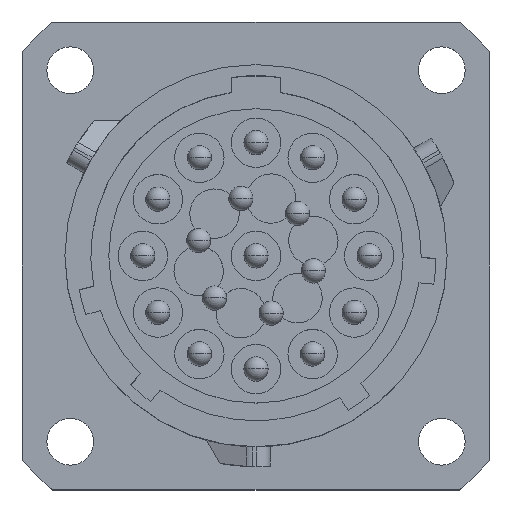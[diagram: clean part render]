
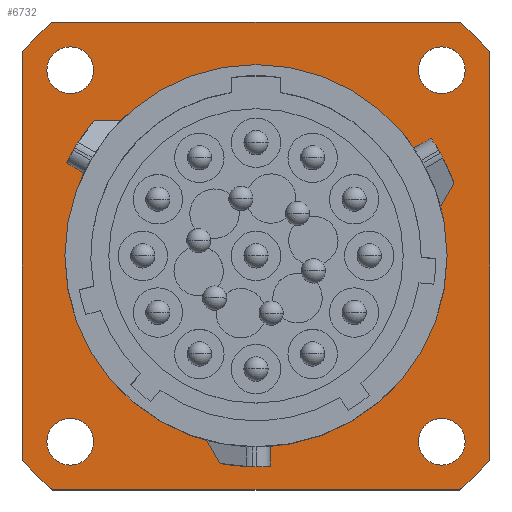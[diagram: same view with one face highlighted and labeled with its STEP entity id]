
A CAD part, top view. The second image highlights one B-rep face of the part: STEP entity #6732.
In plain terms, the highlighted planar face has unit normal (0, 0, 1).
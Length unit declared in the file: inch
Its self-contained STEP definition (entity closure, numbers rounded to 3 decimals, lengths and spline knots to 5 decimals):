
#186=CARTESIAN_POINT('',(0.,0.,0.));
#187=DIRECTION('',(0.,0.,-1.));
#188=DIRECTION('',(1.,0.,0.));
#189=AXIS2_PLACEMENT_3D('',#186,#187,#188);
#236=CARTESIAN_POINT('',(0.,0.,0.));
#237=DIRECTION('',(0.,0.,1.));
#238=DIRECTION('',(1.,0.,0.));
#239=AXIS2_PLACEMENT_3D('',#236,#237,#238);
#315=DIRECTION('',(1.,0.,0.));
#316=VECTOR('',#315,1.06122);
#317=CARTESIAN_POINT('',(-0.53061,0.61024,0.));
#318=LINE('',#317,#316);
#319=CARTESIAN_POINT('',(0.,0.,0.));
#320=DIRECTION('',(0.,0.,-1.));
#321=DIRECTION('',(0.656,0.755,0.));
#322=AXIS2_PLACEMENT_3D('',#319,#320,#321);
#324=DIRECTION('',(0.,-1.,0.));
#325=VECTOR('',#324,1.06122);
#326=CARTESIAN_POINT('',(0.61024,0.53061,0.));
#327=LINE('',#326,#325);
#328=CARTESIAN_POINT('',(0.,0.,0.));
#329=DIRECTION('',(0.,0.,-1.));
#330=DIRECTION('',(0.755,-0.656,0.));
#331=AXIS2_PLACEMENT_3D('',#328,#329,#330);
#333=DIRECTION('',(-1.,0.,0.));
#334=VECTOR('',#333,1.06122);
#335=CARTESIAN_POINT('',(0.53061,-0.61024,0.));
#336=LINE('',#335,#334);
#337=CARTESIAN_POINT('',(0.,0.,0.));
#338=DIRECTION('',(0.,0.,-1.));
#339=DIRECTION('',(-0.656,-0.755,0.));
#340=AXIS2_PLACEMENT_3D('',#337,#338,#339);
#342=DIRECTION('',(0.,1.,0.));
#343=VECTOR('',#342,1.06122);
#344=CARTESIAN_POINT('',(-0.61024,-0.53061,0.));
#345=LINE('',#344,#343);
#346=CARTESIAN_POINT('',(0.,0.,0.));
#347=DIRECTION('',(0.,0.,-1.));
#348=DIRECTION('',(-0.755,0.656,0.));
#349=AXIS2_PLACEMENT_3D('',#346,#347,#348);
#351=CARTESIAN_POINT('',(0.48445,0.48445,0.));
#352=DIRECTION('',(0.,0.,1.));
#353=DIRECTION('',(1.,0.,0.));
#354=AXIS2_PLACEMENT_3D('',#351,#352,#353);
#356=CARTESIAN_POINT('',(0.48445,0.48445,0.));
#357=DIRECTION('',(0.,0.,1.));
#358=DIRECTION('',(-1.,0.,0.));
#359=AXIS2_PLACEMENT_3D('',#356,#357,#358);
#361=CARTESIAN_POINT('',(0.48445,-0.48445,0.));
#362=DIRECTION('',(0.,0.,1.));
#363=DIRECTION('',(1.,0.,0.));
#364=AXIS2_PLACEMENT_3D('',#361,#362,#363);
#366=CARTESIAN_POINT('',(0.48445,-0.48445,0.));
#367=DIRECTION('',(0.,0.,1.));
#368=DIRECTION('',(-1.,0.,0.));
#369=AXIS2_PLACEMENT_3D('',#366,#367,#368);
#371=CARTESIAN_POINT('',(-0.48445,-0.48445,0.));
#372=DIRECTION('',(0.,0.,1.));
#373=DIRECTION('',(1.,0.,0.));
#374=AXIS2_PLACEMENT_3D('',#371,#372,#373);
#376=CARTESIAN_POINT('',(-0.48445,-0.48445,0.));
#377=DIRECTION('',(0.,0.,1.));
#378=DIRECTION('',(-1.,0.,0.));
#379=AXIS2_PLACEMENT_3D('',#376,#377,#378);
#381=CARTESIAN_POINT('',(-0.48445,0.48445,0.));
#382=DIRECTION('',(0.,0.,1.));
#383=DIRECTION('',(1.,0.,0.));
#384=AXIS2_PLACEMENT_3D('',#381,#382,#383);
#386=CARTESIAN_POINT('',(-0.48445,0.48445,0.));
#387=DIRECTION('',(0.,0.,1.));
#388=DIRECTION('',(-1.,0.,0.));
#389=AXIS2_PLACEMENT_3D('',#386,#387,#388);
#5495=CARTESIAN_POINT('',(0.49843,0.,0.));
#5497=VERTEX_POINT('',#5495);
#5507=CARTESIAN_POINT('',(-0.49843,0.,0.));
#5509=VERTEX_POINT('',#5507);
#5761=CARTESIAN_POINT('',(-0.53061,0.61024,0.));
#5762=CARTESIAN_POINT('',(0.53061,0.61024,0.));
#5763=VERTEX_POINT('',#5761);
#5764=VERTEX_POINT('',#5762);
#5765=CARTESIAN_POINT('',(0.61024,0.53061,0.));
#5766=CARTESIAN_POINT('',(0.61024,-0.53061,0.));
#5767=VERTEX_POINT('',#5765);
#5768=VERTEX_POINT('',#5766);
#5769=CARTESIAN_POINT('',(0.53061,-0.61024,0.));
#5770=CARTESIAN_POINT('',(-0.53061,-0.61024,0.));
#5771=VERTEX_POINT('',#5769);
#5772=VERTEX_POINT('',#5770);
#5773=CARTESIAN_POINT('',(-0.61024,-0.53061,0.));
#5774=CARTESIAN_POINT('',(-0.61024,0.53061,0.));
#5775=VERTEX_POINT('',#5773);
#5776=VERTEX_POINT('',#5774);
#5793=CARTESIAN_POINT('',(0.54547,0.48445,0.));
#5794=CARTESIAN_POINT('',(0.42343,0.48445,0.));
#5795=VERTEX_POINT('',#5793);
#5796=VERTEX_POINT('',#5794);
#5797=CARTESIAN_POINT('',(0.54547,-0.48445,0.));
#5798=CARTESIAN_POINT('',(0.42343,-0.48445,0.));
#5799=VERTEX_POINT('',#5797);
#5800=VERTEX_POINT('',#5798);
#5801=CARTESIAN_POINT('',(-0.42343,-0.48445,0.));
#5802=CARTESIAN_POINT('',(-0.54547,-0.48445,0.));
#5803=VERTEX_POINT('',#5801);
#5804=VERTEX_POINT('',#5802);
#5805=CARTESIAN_POINT('',(-0.42343,0.48445,0.));
#5806=CARTESIAN_POINT('',(-0.54547,0.48445,0.));
#5807=VERTEX_POINT('',#5805);
#5808=VERTEX_POINT('',#5806);
#6681=CARTESIAN_POINT('',(0.,0.,0.));
#6682=DIRECTION('',(0.,0.,-1.));
#6683=DIRECTION('',(-1.,0.,0.));
#6684=AXIS2_PLACEMENT_3D('',#6681,#6682,#6683);
#6685=PLANE('',#6684);
#6687=ORIENTED_EDGE('',*,*,#6686,.T.);
#6689=ORIENTED_EDGE('',*,*,#6688,.T.);
#6691=ORIENTED_EDGE('',*,*,#6690,.T.);
#6693=ORIENTED_EDGE('',*,*,#6692,.T.);
#6695=ORIENTED_EDGE('',*,*,#6694,.T.);
#6697=ORIENTED_EDGE('',*,*,#6696,.T.);
#6699=ORIENTED_EDGE('',*,*,#6698,.T.);
#6701=ORIENTED_EDGE('',*,*,#6700,.T.);
#6702=EDGE_LOOP('',(#6687,#6689,#6691,#6693,#6695,#6697,#6699,#6701));
#6703=FACE_OUTER_BOUND('',#6702,.F.);
#6704=ORIENTED_EDGE('',*,*,#6632,.T.);
#6705=ORIENTED_EDGE('',*,*,#6594,.F.);
#6706=EDGE_LOOP('',(#6704,#6705));
#6707=FACE_BOUND('',#6706,.F.);
#6709=ORIENTED_EDGE('',*,*,#6708,.T.);
#6711=ORIENTED_EDGE('',*,*,#6710,.T.);
#6712=EDGE_LOOP('',(#6709,#6711));
#6713=FACE_BOUND('',#6712,.F.);
#6715=ORIENTED_EDGE('',*,*,#6714,.T.);
#6717=ORIENTED_EDGE('',*,*,#6716,.T.);
#6718=EDGE_LOOP('',(#6715,#6717));
#6719=FACE_BOUND('',#6718,.F.);
#6721=ORIENTED_EDGE('',*,*,#6720,.T.);
#6723=ORIENTED_EDGE('',*,*,#6722,.T.);
#6724=EDGE_LOOP('',(#6721,#6723));
#6725=FACE_BOUND('',#6724,.F.);
#6727=ORIENTED_EDGE('',*,*,#6726,.T.);
#6729=ORIENTED_EDGE('',*,*,#6728,.T.);
#6730=EDGE_LOOP('',(#6727,#6729));
#6731=FACE_BOUND('',#6730,.F.);
#6732=ADVANCED_FACE('',(#6703,#6707,#6713,#6719,#6725,#6731),#6685,.F.);
#190=CIRCLE('',#189,0.49843);
#240=CIRCLE('',#239,0.49843);
#323=CIRCLE('',#322,0.80866);
#332=CIRCLE('',#331,0.80866);
#341=CIRCLE('',#340,0.80866);
#350=CIRCLE('',#349,0.80866);
#355=CIRCLE('',#354,0.06102);
#360=CIRCLE('',#359,0.06102);
#365=CIRCLE('',#364,0.06102);
#370=CIRCLE('',#369,0.06102);
#375=CIRCLE('',#374,0.06102);
#380=CIRCLE('',#379,0.06102);
#385=CIRCLE('',#384,0.06102);
#390=CIRCLE('',#389,0.06102);
#6594=EDGE_CURVE('',#5497,#5509,#190,.T.);
#6632=EDGE_CURVE('',#5497,#5509,#240,.T.);
#6686=EDGE_CURVE('',#5763,#5764,#318,.T.);
#6688=EDGE_CURVE('',#5764,#5767,#323,.T.);
#6690=EDGE_CURVE('',#5767,#5768,#327,.T.);
#6692=EDGE_CURVE('',#5768,#5771,#332,.T.);
#6694=EDGE_CURVE('',#5771,#5772,#336,.T.);
#6696=EDGE_CURVE('',#5772,#5775,#341,.T.);
#6698=EDGE_CURVE('',#5775,#5776,#345,.T.);
#6700=EDGE_CURVE('',#5776,#5763,#350,.T.);
#6708=EDGE_CURVE('',#5795,#5796,#355,.T.);
#6710=EDGE_CURVE('',#5796,#5795,#360,.T.);
#6714=EDGE_CURVE('',#5799,#5800,#365,.T.);
#6716=EDGE_CURVE('',#5800,#5799,#370,.T.);
#6720=EDGE_CURVE('',#5803,#5804,#375,.T.);
#6722=EDGE_CURVE('',#5804,#5803,#380,.T.);
#6726=EDGE_CURVE('',#5807,#5808,#385,.T.);
#6728=EDGE_CURVE('',#5808,#5807,#390,.T.);
